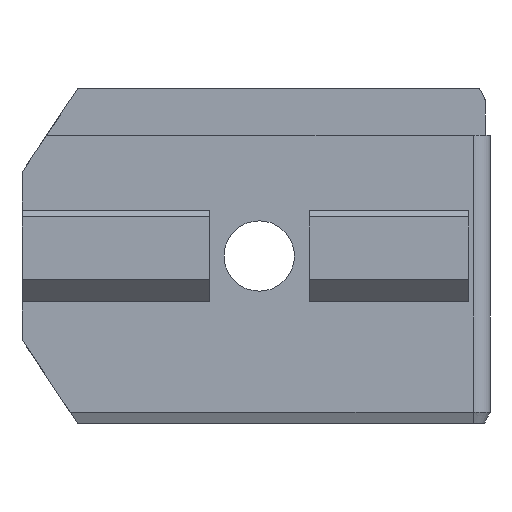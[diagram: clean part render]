
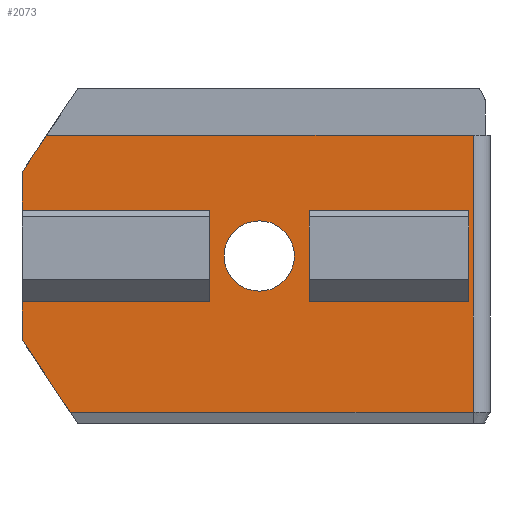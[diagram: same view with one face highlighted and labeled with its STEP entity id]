
A CAD part, left-side view. The second image highlights one B-rep face of the part: STEP entity #2073.
In plain terms, the highlighted planar face has unit normal (-1, 0, 0).
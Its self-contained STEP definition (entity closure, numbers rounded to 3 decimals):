
#90=FACE_BOUND('',#411,.T.);
#91=FACE_BOUND('',#412,.T.);
#194=CIRCLE('',#2227,3.15);
#284=FACE_OUTER_BOUND('',#410,.T.);
#410=EDGE_LOOP('',(#1741,#1742,#1743,#1744,#1745,#1746,#1747,#1748,#1749,
#1750));
#411=EDGE_LOOP('',(#1751));
#412=EDGE_LOOP('',(#1752,#1753,#1754,#1755));
#463=LINE('',#2792,#651);
#470=LINE('',#2833,#658);
#474=LINE('',#2843,#662);
#478=LINE('',#2851,#666);
#482=LINE('',#2860,#670);
#486=LINE('',#2869,#674);
#491=LINE('',#2882,#679);
#530=LINE('',#3728,#718);
#592=LINE('',#4129,#780);
#602=LINE('',#4208,#790);
#603=LINE('',#4210,#791);
#604=LINE('',#4212,#792);
#605=LINE('',#4213,#793);
#606=LINE('',#4216,#794);
#651=VECTOR('',#2293,10.);
#658=VECTOR('',#2308,10.);
#662=VECTOR('',#2316,10.);
#666=VECTOR('',#2322,10.);
#670=VECTOR('',#2328,10.);
#674=VECTOR('',#2334,10.);
#679=VECTOR('',#2339,10.);
#718=VECTOR('',#2402,10.);
#780=VECTOR('',#2586,10.);
#790=VECTOR('',#2624,10.);
#791=VECTOR('',#2627,10.);
#792=VECTOR('',#2628,10.);
#793=VECTOR('',#2629,10.);
#794=VECTOR('',#2632,10.);
#838=VERTEX_POINT('',#2789);
#839=VERTEX_POINT('',#2791);
#845=VERTEX_POINT('',#2832);
#846=VERTEX_POINT('',#2836);
#849=VERTEX_POINT('',#2841);
#852=VERTEX_POINT('',#2849);
#853=VERTEX_POINT('',#2853);
#856=VERTEX_POINT('',#2858);
#859=VERTEX_POINT('',#2866);
#860=VERTEX_POINT('',#2868);
#865=VERTEX_POINT('',#2880);
#916=VERTEX_POINT('',#3726);
#986=VERTEX_POINT('',#4127);
#999=VERTEX_POINT('',#4211);
#1000=VERTEX_POINT('',#4214);
#1028=EDGE_CURVE('',#839,#838,#463,.T.);
#1037=EDGE_CURVE('',#839,#845,#470,.T.);
#1042=EDGE_CURVE('',#846,#849,#474,.T.);
#1046=EDGE_CURVE('',#849,#852,#478,.T.);
#1050=EDGE_CURVE('',#853,#856,#482,.T.);
#1054=EDGE_CURVE('',#859,#860,#486,.T.);
#1060=EDGE_CURVE('',#865,#856,#491,.T.);
#1138=EDGE_CURVE('',#852,#916,#530,.T.);
#1248=EDGE_CURVE('',#986,#865,#592,.T.);
#1272=EDGE_CURVE('',#845,#986,#602,.T.);
#1273=EDGE_CURVE('',#860,#838,#603,.T.);
#1274=EDGE_CURVE('',#859,#999,#604,.T.);
#1275=EDGE_CURVE('',#999,#853,#605,.T.);
#1276=EDGE_CURVE('',#1000,#1000,#194,.T.);
#1277=EDGE_CURVE('',#916,#846,#606,.T.);
#1741=ORIENTED_EDGE('',*,*,#1028,.T.);
#1742=ORIENTED_EDGE('',*,*,#1273,.F.);
#1743=ORIENTED_EDGE('',*,*,#1054,.F.);
#1744=ORIENTED_EDGE('',*,*,#1274,.T.);
#1745=ORIENTED_EDGE('',*,*,#1275,.T.);
#1746=ORIENTED_EDGE('',*,*,#1050,.T.);
#1747=ORIENTED_EDGE('',*,*,#1060,.F.);
#1748=ORIENTED_EDGE('',*,*,#1248,.F.);
#1749=ORIENTED_EDGE('',*,*,#1272,.F.);
#1750=ORIENTED_EDGE('',*,*,#1037,.F.);
#1751=ORIENTED_EDGE('',*,*,#1276,.T.);
#1752=ORIENTED_EDGE('',*,*,#1138,.T.);
#1753=ORIENTED_EDGE('',*,*,#1277,.T.);
#1754=ORIENTED_EDGE('',*,*,#1042,.T.);
#1755=ORIENTED_EDGE('',*,*,#1046,.T.);
#1971=PLANE('',#2226);
#2073=ADVANCED_FACE('',(#284,#90,#91),#1971,.T.);
#2226=AXIS2_PLACEMENT_3D('',#4209,#2625,#2626);
#2227=AXIS2_PLACEMENT_3D('',#4215,#2630,#2631);
#2293=DIRECTION('',(0.,1.,0.));
#2308=DIRECTION('',(0.,0.,-1.));
#2316=DIRECTION('',(0.,1.,0.));
#2322=DIRECTION('',(0.,0.,1.));
#2328=DIRECTION('',(0.,1.,0.));
#2334=DIRECTION('',(0.,0.,1.));
#2339=DIRECTION('',(0.,0.,1.));
#2402=DIRECTION('',(0.,-1.,0.));
#2586=DIRECTION('',(0.,0.555,0.832));
#2624=DIRECTION('',(0.,1.,0.));
#2625=DIRECTION('center_axis',(-1.,0.,0.));
#2626=DIRECTION('ref_axis',(0.,-1.,0.));
#2627=DIRECTION('',(0.,-0.555,0.832));
#2628=DIRECTION('',(0.,-1.,0.));
#2629=DIRECTION('',(0.,0.,-1.));
#2630=DIRECTION('center_axis',(1.,0.,0.));
#2631=DIRECTION('ref_axis',(0.,-1.,0.));
#2632=DIRECTION('',(0.,0.,-1.));
#2789=CARTESIAN_POINT('',(-45.,10.3,10.8));
#2791=CARTESIAN_POINT('',(-45.,-27.919,10.8));
#2792=CARTESIAN_POINT('',(-45.,-8.75,10.8));
#2832=CARTESIAN_POINT('',(-45.,-27.919,-14.));
#2833=CARTESIAN_POINT('',(-45.,-27.919,0.));
#2836=CARTESIAN_POINT('',(-45.,-27.5,-4.1));
#2841=CARTESIAN_POINT('',(-45.,-13.25,-4.1));
#2843=CARTESIAN_POINT('',(-45.,-0.375,-4.1));
#2849=CARTESIAN_POINT('',(-45.,-13.25,4.1));
#2851=CARTESIAN_POINT('',(-45.,-13.25,2.05));
#2853=CARTESIAN_POINT('',(-45.,-4.25,-4.1));
#2858=CARTESIAN_POINT('',(-45.,12.5,-4.1));
#2860=CARTESIAN_POINT('',(-45.,12.5,-4.1));
#2866=CARTESIAN_POINT('',(-45.,12.5,4.1));
#2868=CARTESIAN_POINT('',(-45.,12.5,7.5));
#2869=CARTESIAN_POINT('',(-45.,12.5,0.));
#2880=CARTESIAN_POINT('',(-45.,12.5,-7.5));
#2882=CARTESIAN_POINT('',(-45.,12.5,0.));
#3726=CARTESIAN_POINT('',(-45.,-27.5,4.1));
#3728=CARTESIAN_POINT('',(-45.,-7.5,4.1));
#4127=CARTESIAN_POINT('',(-45.,8.167,-14.));
#4129=CARTESIAN_POINT('',(-45.,12.981,-6.779));
#4208=CARTESIAN_POINT('',(-45.,1.875,-14.));
#4209=CARTESIAN_POINT('Origin',(-45.,12.5,0.));
#4210=CARTESIAN_POINT('',(-45.,12.981,6.779));
#4211=CARTESIAN_POINT('',(-45.,-4.25,4.1));
#4212=CARTESIAN_POINT('',(-45.,4.125,4.1));
#4213=CARTESIAN_POINT('',(-45.,-4.25,-2.05));
#4214=CARTESIAN_POINT('',(-45.,-5.6,0.));
#4215=CARTESIAN_POINT('Origin',(-45.,-8.75,0.));
#4216=CARTESIAN_POINT('',(-45.,-27.5,-2.05));
